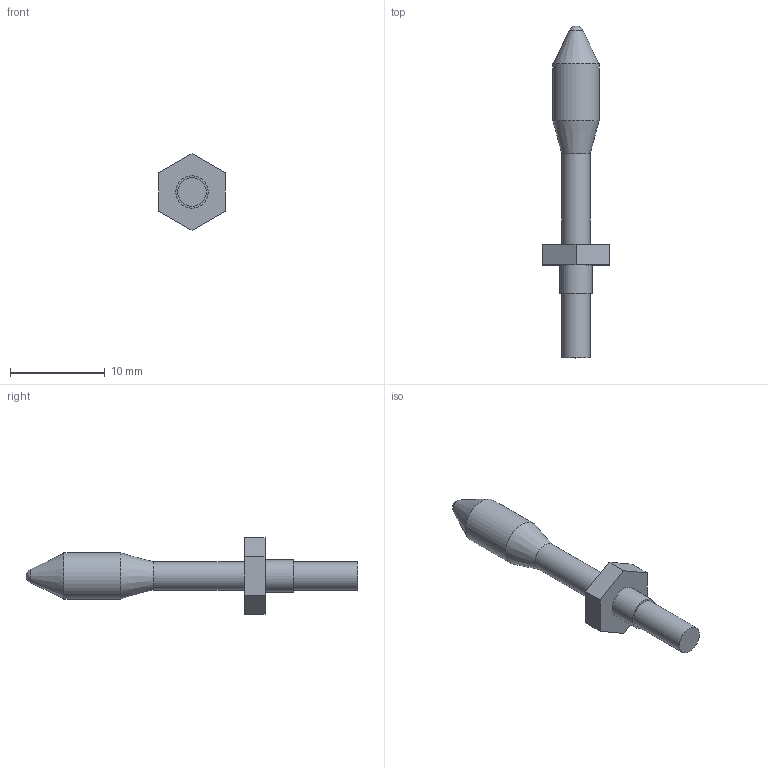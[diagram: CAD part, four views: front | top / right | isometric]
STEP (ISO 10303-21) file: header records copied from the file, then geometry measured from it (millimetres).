
FILE_DESCRIPTION(/* description */ (''),/* implementation_level */ '2;1');
FILE_NAME(/* name */ '100070783ugm000_b.stp',/* time_stamp */ '2016-09-27T09:39:00+02:00',/* author */ (''),/* organization */ (''),/* preprocessor_version */ 'ST-DEVELOPER v16',/* originating_system */ 'SIEMENS PLM Software NX 10.0',/* authorisation */ '');
FILE_SCHEMA (('AUTOMOTIVE_DESIGN { 1 0 10303 214 3 1 1 1 }'));
Length unit declared in the file: millimetre
Products named in the file (1): 100070783ugm000_b
Bounding box: 7 x 35 x 8.08 mm (x, y, z)
Volume: 420.2 mm3; surface area: 493.9 mm2
Topology: 1 solids, 1 shells, 17 faces, 35 edges, 22 vertices
Faces by surface type: plane 10, cylinder 4, cone 2, sphere 1
Full cylindrical faces by diameter (mm): 3 x2, 3.4 x1, 4.85 x1
Entity records: 438 total; most frequent: DIRECTION 72, CARTESIAN_POINT 67, ORIENTED_EDGE 54, EDGE_CURVE 27, AXIS2_PLACEMENT_3D 27, EDGE_LOOP 26, VERTEX_POINT 22, FACE_BOUND 20
